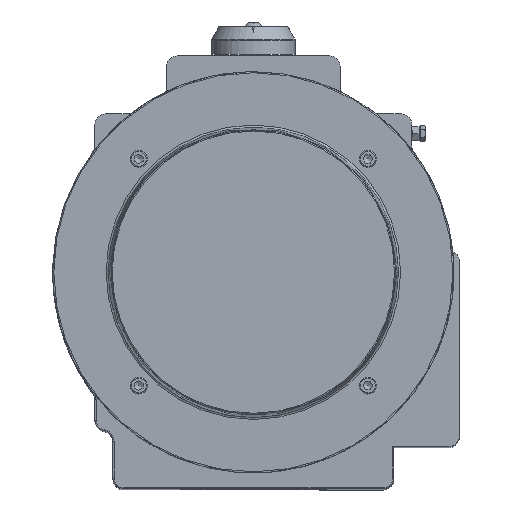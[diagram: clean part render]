
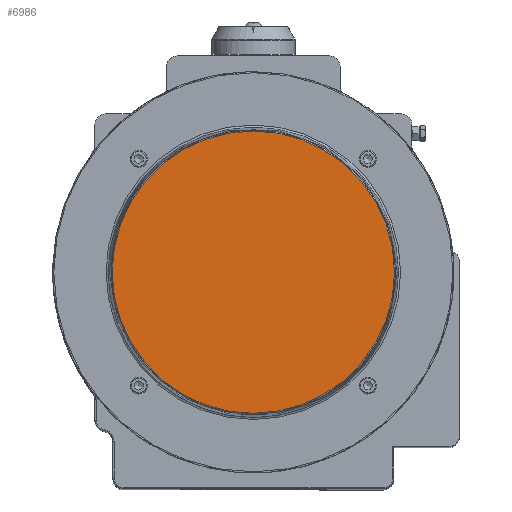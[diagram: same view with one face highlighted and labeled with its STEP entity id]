
A CAD part, top view. The second image highlights one B-rep face of the part: STEP entity #6986.
In plain terms, the highlighted planar face has unit normal (0, 0, 1).
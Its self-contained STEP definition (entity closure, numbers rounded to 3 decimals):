
#408=PLANE('',#7506);
#662=FACE_OUTER_BOUND('',#1078,.T.);
#1078=EDGE_LOOP('',(#4964));
#2586=CIRCLE('',#7505,133.695);
#3035=VERTEX_POINT('',#10975);
#3762=EDGE_CURVE('',#3035,#3035,#2586,.T.);
#4964=ORIENTED_EDGE('',*,*,#3762,.F.);
#6986=ADVANCED_FACE('',(#662),#408,.T.);
#7505=AXIS2_PLACEMENT_3D('',#10977,#8466,#8467);
#7506=AXIS2_PLACEMENT_3D('',#10978,#8468,#8469);
#8466=DIRECTION('center_axis',(0.,0.,-1.));
#8467=DIRECTION('ref_axis',(-1.,0.,0.));
#8468=DIRECTION('center_axis',(0.,0.,1.));
#8469=DIRECTION('ref_axis',(1.,0.,0.));
#10975=CARTESIAN_POINT('',(133.695,0.,423.));
#10977=CARTESIAN_POINT('Origin',(0.,0.,423.));
#10978=CARTESIAN_POINT('Origin',(0.,0.,423.));
